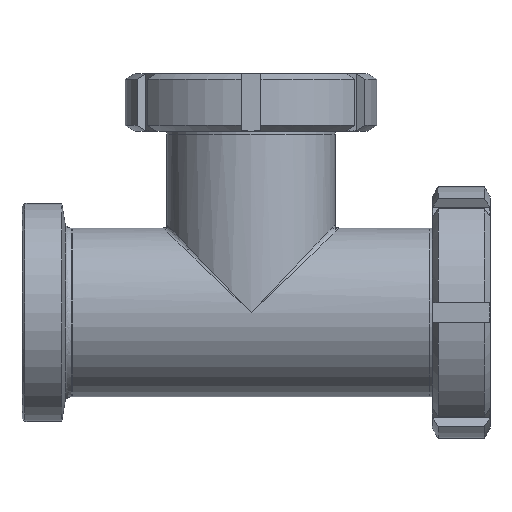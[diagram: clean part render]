
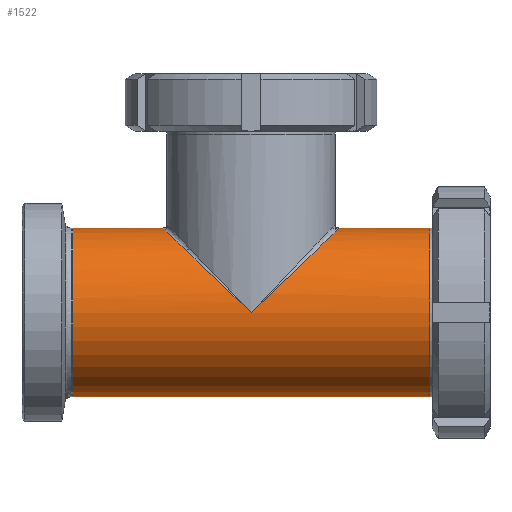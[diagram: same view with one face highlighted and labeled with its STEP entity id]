
A CAD part, front view. The second image highlights one B-rep face of the part: STEP entity #1522.
In plain terms, the highlighted cylindrical face has radius 42.5 mm (diameter 85 mm), a full revolution.
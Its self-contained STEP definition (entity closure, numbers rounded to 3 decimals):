
#1188=CARTESIAN_POINT('',(0.0,42.5,0.0));
#1189=VERTEX_POINT('',#1188);
#1190=CARTESIAN_POINT('',(0.0,-42.5,0.0));
#1191=VERTEX_POINT('',#1190);
#1192=CARTESIAN_POINT('',(0.0,0.0,0.0));
#1193=DIRECTION('',(0.691,0.0,0.723));
#1194=DIRECTION('',(-0.723,0.0,0.691));
#1195=AXIS2_PLACEMENT_3D('',#1192,#1193,#1194);
#1196=ELLIPSE('',#1195,61.535,42.5);
#1197=EDGE_CURVE('',#1189,#1191,#1196,.T.);
#1420=CARTESIAN_POINT('',(0.0,0.0,0.0));
#1421=DIRECTION('',(-0.691,0.0,0.723));
#1422=DIRECTION('',(0.723,0.0,0.691));
#1423=AXIS2_PLACEMENT_3D('',#1420,#1421,#1422);
#1424=ELLIPSE('',#1423,61.535,42.5);
#1425=EDGE_CURVE('',#1191,#1189,#1424,.T.);
#1491=CARTESIAN_POINT('',(0.0,0.0,0.0));
#1492=DIRECTION('',(-1.0,0.0,0.0));
#1493=DIRECTION('',(0.0,-1.0,0.0));
#1494=AXIS2_PLACEMENT_3D('',#1491,#1492,#1493);
#1495=CYLINDRICAL_SURFACE('',#1494,42.5);
#1496=CARTESIAN_POINT('',(-90.0,-42.5,0.0));
#1497=VERTEX_POINT('',#1496);
#1498=CARTESIAN_POINT('',(-90.0,0.0,0.0));
#1499=DIRECTION('',(-1.0,0.0,0.0));
#1500=DIRECTION('',(0.0,-1.0,0.0));
#1501=AXIS2_PLACEMENT_3D('',#1498,#1499,#1500);
#1502=CIRCLE('',#1501,42.5);
#1503=EDGE_CURVE('',#1497,#1497,#1502,.T.);
#1504=ORIENTED_EDGE('',*,*,#1503,.F.);
#1505=EDGE_LOOP('',(#1504));
#1506=FACE_OUTER_BOUND('',#1505,.T.);
#1507=ORIENTED_EDGE('',*,*,#1197,.F.);
#1508=ORIENTED_EDGE('',*,*,#1425,.F.);
#1509=EDGE_LOOP('',(#1507,#1508));
#1510=FACE_BOUND('',#1509,.T.);
#1511=CARTESIAN_POINT('',(90.0,-42.5,0.0));
#1512=VERTEX_POINT('',#1511);
#1513=CARTESIAN_POINT('',(90.0,0.0,0.0));
#1514=DIRECTION('',(-1.0,0.0,0.0));
#1515=DIRECTION('',(0.0,-1.0,0.0));
#1516=AXIS2_PLACEMENT_3D('',#1513,#1514,#1515);
#1517=CIRCLE('',#1516,42.5);
#1518=EDGE_CURVE('',#1512,#1512,#1517,.T.);
#1519=ORIENTED_EDGE('',*,*,#1518,.T.);
#1520=EDGE_LOOP('',(#1519));
#1521=FACE_BOUND('',#1520,.T.);
#1522=ADVANCED_FACE('',(#1506,#1510,#1521),#1495,.T.);
